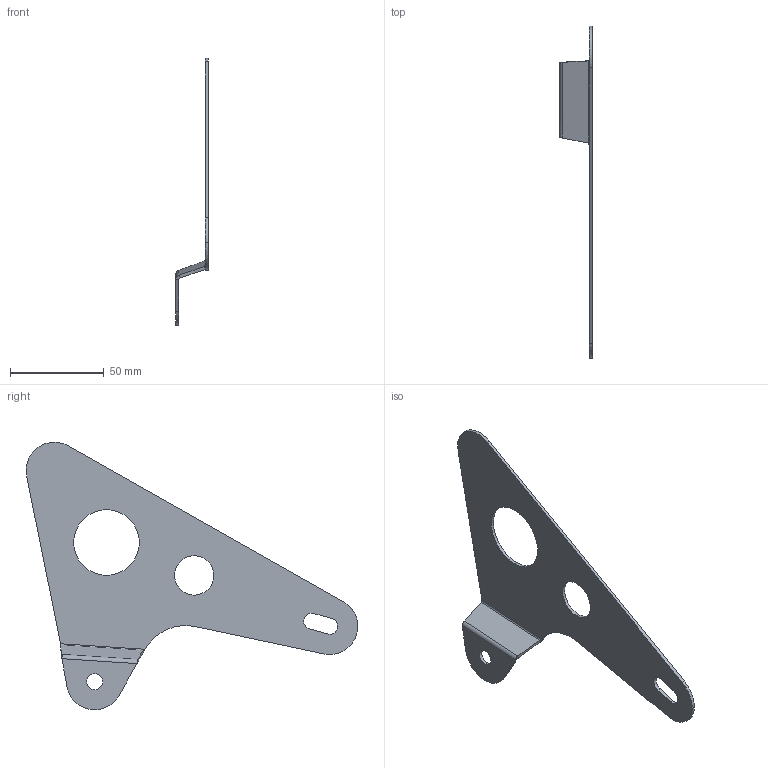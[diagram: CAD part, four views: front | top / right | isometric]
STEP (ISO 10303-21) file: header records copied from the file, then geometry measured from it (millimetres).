
FILE_DESCRIPTION (( 'STEP AP214' ), '1' );
FILE_NAME ('39 - Hyper foot shield.STEP', '2016-11-26T23:39:36', ( '' ), ( '' ), 'SwSTEP 2.0', 'SolidWorks 2014', '' );
FILE_SCHEMA (( 'AUTOMOTIVE_DESIGN' ));
Length unit declared in the file: millimetre
Products named in the file (1): 39 - Hyper foot shield
Bounding box: 17.32 x 176.77 x 142.5 mm (x, y, z)
Volume: 17940.7 mm3; surface area: 23047.5 mm2
Topology: 1 solids, 1 shells, 38 faces, 92 edges, 56 vertices
Faces by surface type: cylinder 18, plane 15, bspline 5
Entity records: 1268 total; most frequent: CARTESIAN_POINT 350, ORIENTED_EDGE 184, DIRECTION 178, EDGE_CURVE 92, AXIS2_PLACEMENT_3D 62, VERTEX_POINT 56, LINE 54, VECTOR 54
